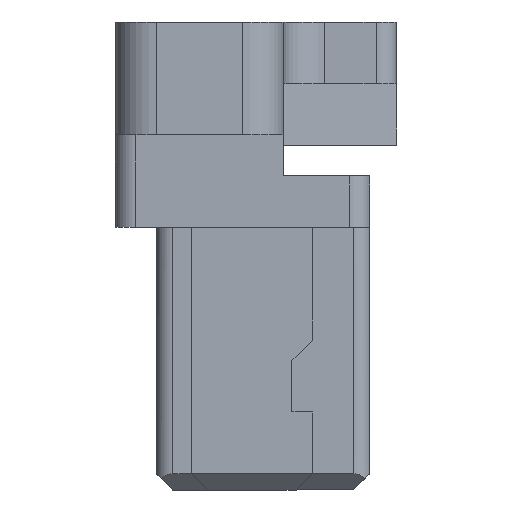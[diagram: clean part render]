
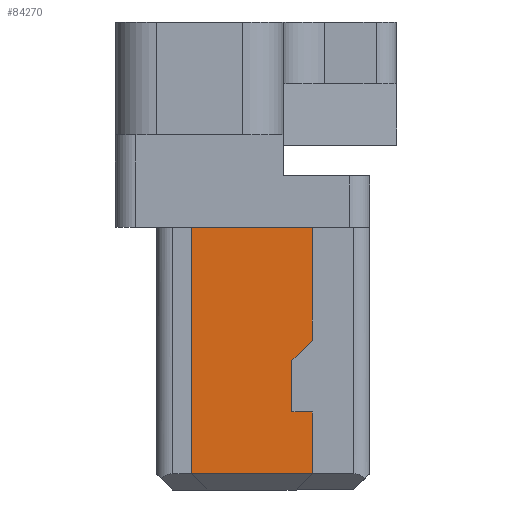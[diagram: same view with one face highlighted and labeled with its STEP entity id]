
A CAD part, left-side view. The second image highlights one B-rep face of the part: STEP entity #84270.
In plain terms, the highlighted face is planar.
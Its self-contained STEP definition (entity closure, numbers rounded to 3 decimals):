
#12510=CARTESIAN_POINT('',(29.897,67.416,12.625));
#12520=VERTEX_POINT('',#12510);
#12550=CARTESIAN_POINT('',(29.897,67.531,12.625));
#12560=DIRECTION('',(0.,-1.,0.));
#12570=VECTOR('',#12560,1.);
#12580=LINE('',#12550,#12570);
#12590=CARTESIAN_POINT('',(29.897,68.006,12.625));
#12600=VERTEX_POINT('',#12590);
#12610=EDGE_CURVE('',#12600,#12520,#12580,.T.);
#83690=CARTESIAN_POINT('',(29.977,67.646,12.625));
#83700=DIRECTION('',(0.,0.,1.));
#83710=DIRECTION('',(1.,0.,0.));
#83720=AXIS2_PLACEMENT_3D('',#83690,#83700,#83710);
#83730=PLANE('',#83720);
#83740=CARTESIAN_POINT('',(0.,67.416,12.625));
#83750=DIRECTION('',(1.,0.,0.));
#83760=VECTOR('',#83750,1.);
#83770=LINE('',#83740,#83760);
#83780=CARTESIAN_POINT('',(28.697,67.416,12.625));
#83790=VERTEX_POINT('',#83780);
#83800=EDGE_CURVE('',#83790,#12520,#83770,.T.);
#83810=ORIENTED_EDGE('',*,*,#83800,.T.);
#83820=CARTESIAN_POINT('',(28.697,0.,12.625));
#83830=DIRECTION('',(0.,1.,0.));
#83840=VECTOR('',#83830,1.);
#83850=LINE('',#83820,#83840);
#83860=CARTESIAN_POINT('',(28.697,68.006,12.625));
#83870=VERTEX_POINT('',#83860);
#83880=EDGE_CURVE('',#83790,#83870,#83850,.T.);
#83890=ORIENTED_EDGE('',*,*,#83880,.F.);
#83900=CARTESIAN_POINT('',(28.822,68.006,12.625));
#83910=DIRECTION('',(1.,0.,0.));
#83920=VECTOR('',#83910,1.);
#83930=LINE('',#83900,#83920);
#83940=CARTESIAN_POINT('',(29.247,68.006,12.625));
#83950=VERTEX_POINT('',#83940);
#83960=EDGE_CURVE('',#83870,#83950,#83930,.T.);
#83970=ORIENTED_EDGE('',*,*,#83960,.F.);
#83980=CARTESIAN_POINT('',(28.822,68.431,12.625));
#83990=DIRECTION('',(-0.707,0.707,0.));
#84000=VECTOR('',#83990,1.);
#84010=LINE('',#83980,#84000);
#84020=CARTESIAN_POINT('',(29.347,67.906,12.625));
#84030=VERTEX_POINT('',#84020);
#84040=EDGE_CURVE('',#84030,#83950,#84010,.T.);
#84050=ORIENTED_EDGE('',*,*,#84040,.T.);
#84060=CARTESIAN_POINT('',(28.822,67.906,12.625));
#84070=DIRECTION('',(-1.,0.,0.));
#84080=VECTOR('',#84070,1.);
#84090=LINE('',#84060,#84080);
#84100=CARTESIAN_POINT('',(29.597,67.906,12.625));
#84110=VERTEX_POINT('',#84100);
#84120=EDGE_CURVE('',#84110,#84030,#84090,.T.);
#84130=ORIENTED_EDGE('',*,*,#84120,.T.);
#84140=CARTESIAN_POINT('',(29.597,56.396,12.625));
#84150=DIRECTION('',(0.,-1.,0.));
#84160=VECTOR('',#84150,1.);
#84170=LINE('',#84140,#84160);
#84180=CARTESIAN_POINT('',(29.597,68.006,12.625));
#84190=VERTEX_POINT('',#84180);
#84200=EDGE_CURVE('',#84190,#84110,#84170,.T.);
#84210=ORIENTED_EDGE('',*,*,#84200,.T.);
#84220=EDGE_CURVE('',#84190,#12600,#83930,.T.);
#84230=ORIENTED_EDGE('',*,*,#84220,.F.);
#84240=ORIENTED_EDGE('',*,*,#12610,.F.);
#84250=EDGE_LOOP('',(#84240,#84230,#84210,#84130,#84050,#83970,#83890,
#83810));
#84260=FACE_OUTER_BOUND('',#84250,.T.);
#84270=ADVANCED_FACE('',(#84260),#83730,.T.);
